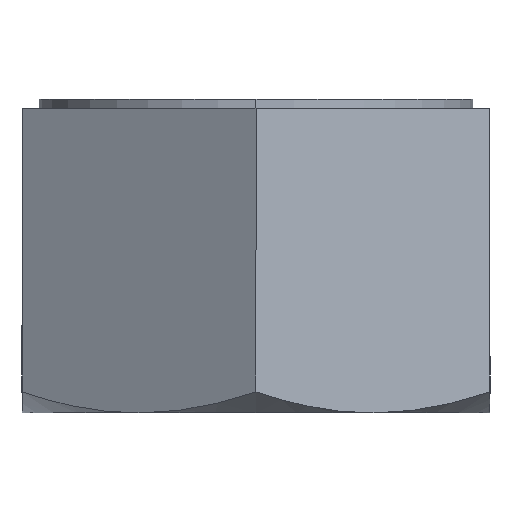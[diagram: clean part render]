
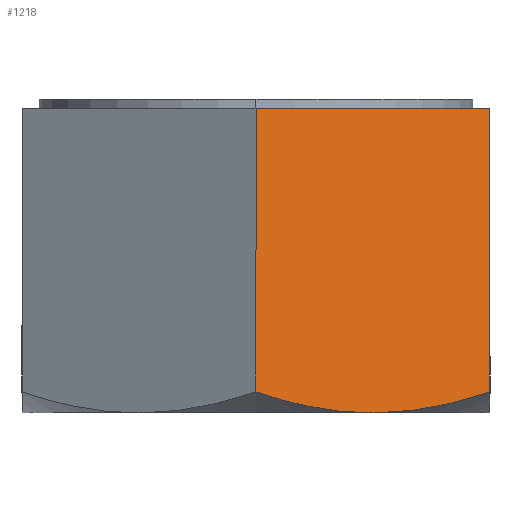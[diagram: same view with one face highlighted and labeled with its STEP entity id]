
A CAD part, left-side view. The second image highlights one B-rep face of the part: STEP entity #1218.
In plain terms, the highlighted planar face has unit normal (-0.866, -0.5, 0).
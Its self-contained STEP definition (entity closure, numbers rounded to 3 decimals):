
#2 = EDGE_CURVE ( 'NONE', #1787, #633, #732, .T. ) ;
#8 = VERTEX_POINT ( 'NONE', #736 ) ;
#85 = CARTESIAN_POINT ( 'NONE',  ( -17.754, -10.25, -26.7 ) ) ;
#107 = CARTESIAN_POINT ( 'NONE',  ( -23.671, 0., 0. ) ) ;
#124 = VECTOR ( 'NONE', #941, 1000. ) ;
#203 = CARTESIAN_POINT ( 'NONE',  ( -12.801, -18.827, -25.427 ) ) ;
#211 = B_SPLINE_CURVE_WITH_KNOTS ( 'NONE', 3,
 ( #1593, #829, #1517, #775, #1482, #1504, #1431, #1441, #203, #1427 ),
 .UNSPECIFIED., .F., .F.,
 ( 4, 2, 2, 2, 4 ),
 ( 0.012, 0.013, 0.015, 0.018, 0.024 ),
 .UNSPECIFIED. ) ;
#268 = CARTESIAN_POINT ( 'NONE',  ( -23.671, 0., 0. ) ) ;
#301 = VECTOR ( 'NONE', #2017, 1000. ) ;
#314 = DIRECTION ( 'NONE',  ( 0.5, -0.866, 0. ) ) ;
#344 = PLANE ( 'NONE',  #1308 ) ;
#403 = ORIENTED_EDGE ( 'NONE', *, *, #696, .F. ) ;
#425 = CARTESIAN_POINT ( 'NONE',  ( -17.754, -10.25, -26.7 ) ) ;
#447 = LINE ( 'NONE', #944, #780 ) ;
#500 = ORIENTED_EDGE ( 'NONE', *, *, #1206, .F. ) ;
#505 = ORIENTED_EDGE ( 'NONE', *, *, #2, .T. ) ;
#551 = CARTESIAN_POINT ( 'NONE',  ( -11.836, -20.5, -24.869 ) ) ;
#557 = ORIENTED_EDGE ( 'NONE', *, *, #1027, .T. ) ;
#574 = CARTESIAN_POINT ( 'NONE',  ( -11.836, -20.5, 0. ) ) ;
#616 = VERTEX_POINT ( 'NONE', #85 ) ;
#633 = VERTEX_POINT ( 'NONE', #574 ) ;
#696 = EDGE_CURVE ( 'NONE', #878, #633, #1905, .T. ) ;
#722 = CARTESIAN_POINT ( 'NONE',  ( -21.728, -3.366, -25.888 ) ) ;
#732 = LINE ( 'NONE', #1934, #301 ) ;
#736 = CARTESIAN_POINT ( 'NONE',  ( -23.671, 0., -24.869 ) ) ;
#775 = CARTESIAN_POINT ( 'NONE',  ( -16.748, -11.992, -26.647 ) ) ;
#780 = VECTOR ( 'NONE', #987, 1000. ) ;
#798 = DIRECTION ( 'NONE',  ( -0.866, -0.5, 0. ) ) ;
#829 = CARTESIAN_POINT ( 'NONE',  ( -17.502, -10.685, -26.7 ) ) ;
#878 = VERTEX_POINT ( 'NONE', #107 ) ;
#928 = CARTESIAN_POINT ( 'NONE',  ( -19.757, -6.779, -26.525 ) ) ;
#941 = DIRECTION ( 'NONE',  ( 0.5, -0.866, 0. ) ) ;
#944 = CARTESIAN_POINT ( 'NONE',  ( -23.671, 0., -26.7 ) ) ;
#953 = CARTESIAN_POINT ( 'NONE',  ( -18.762, -8.504, -26.7 ) ) ;
#987 = DIRECTION ( 'NONE',  ( 0., 0., 1. ) ) ;
#1027 = EDGE_CURVE ( 'NONE', #616, #1787, #211, .T. ) ;
#1206 = EDGE_CURVE ( 'NONE', #8, #878, #447, .T. ) ;
#1218 = ADVANCED_FACE ( 'NONE', ( #1733 ), #344, .T. ) ;
#1255 = CARTESIAN_POINT ( 'NONE',  ( -23.671, 0., -24.869 ) ) ;
#1276 = EDGE_CURVE ( 'NONE', #8, #616, #1387, .T. ) ;
#1286 = EDGE_LOOP ( 'NONE', ( #500, #1567, #557, #505, #403 ) ) ;
#1308 = AXIS2_PLACEMENT_3D ( 'NONE', #1698, #798, #314 ) ;
#1387 = B_SPLINE_CURVE_WITH_KNOTS ( 'NONE', 3,
 ( #1255, #1633, #722, #928, #953, #425 ),
 .UNSPECIFIED., .F., .F.,
 ( 4, 2, 4 ),
 ( 0., 0.006, 0.012 ),
 .UNSPECIFIED. ) ;
#1427 = CARTESIAN_POINT ( 'NONE',  ( -11.836, -20.5, -24.869 ) ) ;
#1431 = CARTESIAN_POINT ( 'NONE',  ( -15.253, -14.581, -26.365 ) ) ;
#1441 = CARTESIAN_POINT ( 'NONE',  ( -13.775, -17.141, -25.887 ) ) ;
#1482 = CARTESIAN_POINT ( 'NONE',  ( -16.497, -12.426, -26.615 ) ) ;
#1504 = CARTESIAN_POINT ( 'NONE',  ( -15.749, -13.722, -26.489 ) ) ;
#1517 = CARTESIAN_POINT ( 'NONE',  ( -17.25, -11.122, -26.689 ) ) ;
#1567 = ORIENTED_EDGE ( 'NONE', *, *, #1276, .T. ) ;
#1593 = CARTESIAN_POINT ( 'NONE',  ( -17.754, -10.25, -26.7 ) ) ;
#1633 = CARTESIAN_POINT ( 'NONE',  ( -22.703, -1.677, -25.428 ) ) ;
#1698 = CARTESIAN_POINT ( 'NONE',  ( -23.671, 0., -26.7 ) ) ;
#1733 = FACE_OUTER_BOUND ( 'NONE', #1286, .T. ) ;
#1787 = VERTEX_POINT ( 'NONE', #551 ) ;
#1905 = LINE ( 'NONE', #268, #124 ) ;
#1934 = CARTESIAN_POINT ( 'NONE',  ( -11.836, -20.5, -26.7 ) ) ;
#2017 = DIRECTION ( 'NONE',  ( 0., 0., 1. ) ) ;
